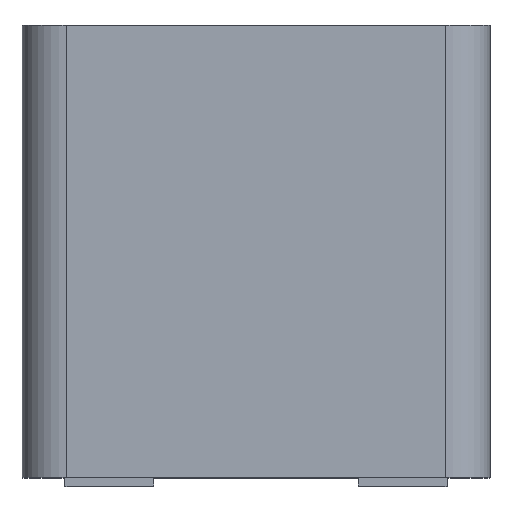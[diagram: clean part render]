
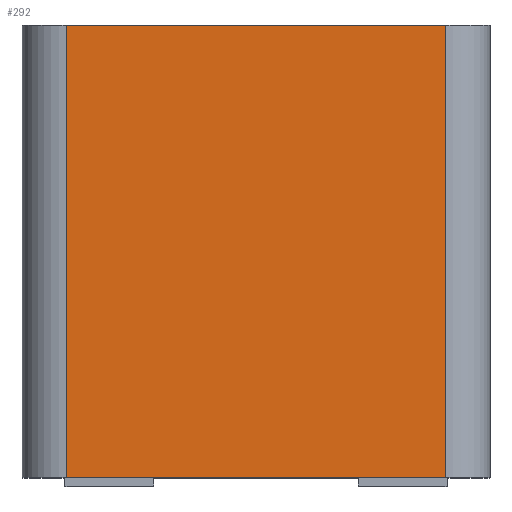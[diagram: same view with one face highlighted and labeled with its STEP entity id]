
A CAD part, top view. The second image highlights one B-rep face of the part: STEP entity #292.
In plain terms, the highlighted planar face has unit normal (0, 0, 1).
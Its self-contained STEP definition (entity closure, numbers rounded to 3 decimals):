
#29 = DIRECTION ( 'NONE',  ( 0., 0., -1. ) ) ;
#30 = VECTOR ( 'NONE', #583, 1000. ) ;
#35 = ORIENTED_EDGE ( 'NONE', *, *, #513, .F. ) ;
#61 = EDGE_CURVE ( 'NONE', #704, #130, #807, .T. ) ;
#63 = CARTESIAN_POINT ( 'NONE',  ( 2.14, 5.1, 2.74 ) ) ;
#95 = EDGE_CURVE ( 'NONE', #130, #316, #785, .T. ) ;
#130 = VERTEX_POINT ( 'NONE', #604 ) ;
#204 = DIRECTION ( 'NONE',  ( -1., 0., 0. ) ) ;
#232 = ORIENTED_EDGE ( 'NONE', *, *, #95, .T. ) ;
#270 = ORIENTED_EDGE ( 'NONE', *, *, #374, .T. ) ;
#276 = CARTESIAN_POINT ( 'NONE',  ( -2.64, 0., 2.74 ) ) ;
#277 = LINE ( 'NONE', #63, #30 ) ;
#292 = ADVANCED_FACE ( 'NONE', ( #599 ), #953, .F. ) ;
#316 = VERTEX_POINT ( 'NONE', #498 ) ;
#374 = EDGE_CURVE ( 'NONE', #316, #493, #277, .T. ) ;
#419 = VECTOR ( 'NONE', #949, 1000. ) ;
#447 = CARTESIAN_POINT ( 'NONE',  ( 2.14, 5.1, 2.74 ) ) ;
#448 = DIRECTION ( 'NONE',  ( 1., 0., 0. ) ) ;
#484 = CARTESIAN_POINT ( 'NONE',  ( -2.14, 5.1, 2.74 ) ) ;
#493 = VERTEX_POINT ( 'NONE', #447 ) ;
#498 = CARTESIAN_POINT ( 'NONE',  ( 2.14, 0., 2.74 ) ) ;
#513 = EDGE_CURVE ( 'NONE', #704, #493, #757, .T. ) ;
#544 = VECTOR ( 'NONE', #448, 1000. ) ;
#552 = CARTESIAN_POINT ( 'NONE',  ( -2.64, 5.1, 2.74 ) ) ;
#561 = ORIENTED_EDGE ( 'NONE', *, *, #61, .T. ) ;
#583 = DIRECTION ( 'NONE',  ( 0., 1., 0. ) ) ;
#599 = FACE_OUTER_BOUND ( 'NONE', #737, .T. ) ;
#604 = CARTESIAN_POINT ( 'NONE',  ( -2.14, 0., 2.74 ) ) ;
#641 = DIRECTION ( 'NONE',  ( 0., -1., 0. ) ) ;
#704 = VERTEX_POINT ( 'NONE', #802 ) ;
#737 = EDGE_LOOP ( 'NONE', ( #232, #270, #35, #561 ) ) ;
#755 = CARTESIAN_POINT ( 'NONE',  ( -2.64, 5.1, 2.74 ) ) ;
#757 = LINE ( 'NONE', #755, #544 ) ;
#761 = AXIS2_PLACEMENT_3D ( 'NONE', #552, #29, #204 ) ;
#785 = LINE ( 'NONE', #276, #419 ) ;
#802 = CARTESIAN_POINT ( 'NONE',  ( -2.14, 5.1, 2.74 ) ) ;
#807 = LINE ( 'NONE', #484, #976 ) ;
#949 = DIRECTION ( 'NONE',  ( 1., 0., 0. ) ) ;
#953 = PLANE ( 'NONE',  #761 ) ;
#976 = VECTOR ( 'NONE', #641, 1000. ) ;
